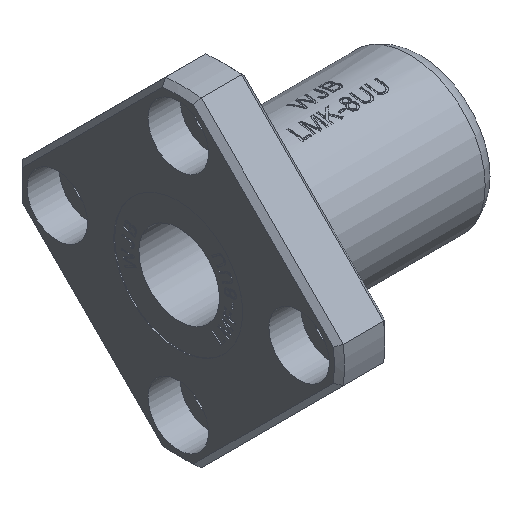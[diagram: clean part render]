
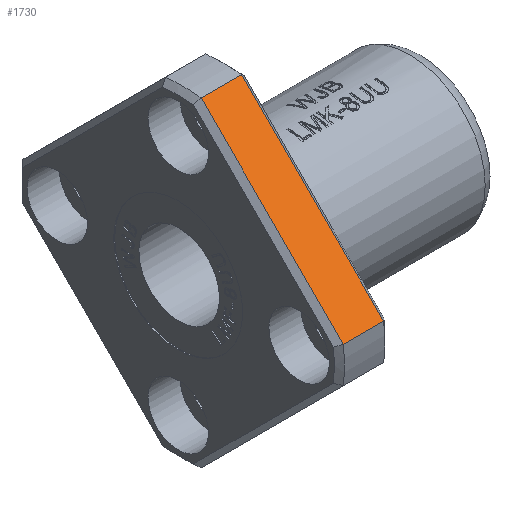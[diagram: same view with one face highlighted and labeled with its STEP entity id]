
A CAD part, isometric view. The second image highlights one B-rep face of the part: STEP entity #1730.
In plain terms, the highlighted planar face has unit normal (0, -0.707, 0.707).
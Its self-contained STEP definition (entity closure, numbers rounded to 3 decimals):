
#405=PLANE('',#6298);
#1730=ADVANCED_FACE('',(#2037),#405,.T.);
#2037=FACE_OUTER_BOUND('',#2438,.T.);
#2438=EDGE_LOOP('',(#4543,#4544,#4545,#4546));
#2450=B_SPLINE_CURVE_WITH_KNOTS('',3,(#7459,#7460,#7461,#7462),.UNSPECIFIED.,
 .F.,.F.,(4,4),(0.,1.),.UNSPECIFIED.);
#2563=B_SPLINE_CURVE_WITH_KNOTS('',3,(#8938,#8939,#8940,#8941),.UNSPECIFIED.,
 .F.,.F.,(4,4),(0.,1.),.UNSPECIFIED.);
#2895=B_SPLINE_CURVE_WITH_KNOTS('',3,(#12760,#12761,#12762,#12763),.UNSPECIFIED.,
 .F.,.F.,(4,4),(0.,1.),.UNSPECIFIED.);
#2896=B_SPLINE_CURVE_WITH_KNOTS('',3,(#12765,#12766,#12767,#12768),.UNSPECIFIED.,
 .F.,.F.,(4,4),(0.,1.),.UNSPECIFIED.);
#4543=ORIENTED_EDGE('',*,*,#5941,.F.);
#4544=ORIENTED_EDGE('',*,*,#5397,.T.);
#4545=ORIENTED_EDGE('',*,*,#5940,.T.);
#4546=ORIENTED_EDGE('',*,*,#5129,.F.);
#4551=VERTEX_POINT('',#7398);
#4564=VERTEX_POINT('',#7457);
#4813=VERTEX_POINT('',#8837);
#4823=VERTEX_POINT('',#8942);
#5129=EDGE_CURVE('',#4564,#4551,#2450,.T.);
#5397=EDGE_CURVE('',#4823,#4813,#2563,.T.);
#5940=EDGE_CURVE('',#4813,#4551,#2895,.T.);
#5941=EDGE_CURVE('',#4823,#4564,#2896,.T.);
#6298=AXIS2_PLACEMENT_3D('',#12769,#7392,#7393);
#7392=DIRECTION('',(0.,-0.707,0.707));
#7393=DIRECTION('',(1.,0.,0.));
#7398=CARTESIAN_POINT('',(0.5,-15.901,1.777));
#7457=CARTESIAN_POINT('',(4.5,-15.901,1.777));
#7459=CARTESIAN_POINT('',(4.5,-15.901,1.777));
#7460=CARTESIAN_POINT('',(3.167,-15.901,1.777));
#7461=CARTESIAN_POINT('',(1.833,-15.901,1.777));
#7462=CARTESIAN_POINT('',(0.5,-15.901,1.777));
#8837=CARTESIAN_POINT('',(0.5,-1.777,15.901));
#8938=CARTESIAN_POINT('',(4.5,-1.777,15.901));
#8939=CARTESIAN_POINT('',(3.167,-1.777,15.901));
#8940=CARTESIAN_POINT('',(1.833,-1.777,15.901));
#8941=CARTESIAN_POINT('',(0.5,-1.777,15.901));
#8942=CARTESIAN_POINT('',(4.5,-1.777,15.901));
#12760=CARTESIAN_POINT('',(0.5,-1.777,15.901));
#12761=CARTESIAN_POINT('',(0.5,-6.485,11.193));
#12762=CARTESIAN_POINT('',(0.5,-11.193,6.485));
#12763=CARTESIAN_POINT('',(0.5,-15.901,1.777));
#12765=CARTESIAN_POINT('',(4.5,-1.777,15.901));
#12766=CARTESIAN_POINT('',(4.5,-6.485,11.193));
#12767=CARTESIAN_POINT('',(4.5,-11.193,6.485));
#12768=CARTESIAN_POINT('',(4.5,-15.901,1.777));
#12769=CARTESIAN_POINT('',(0.5,-15.901,1.777));
